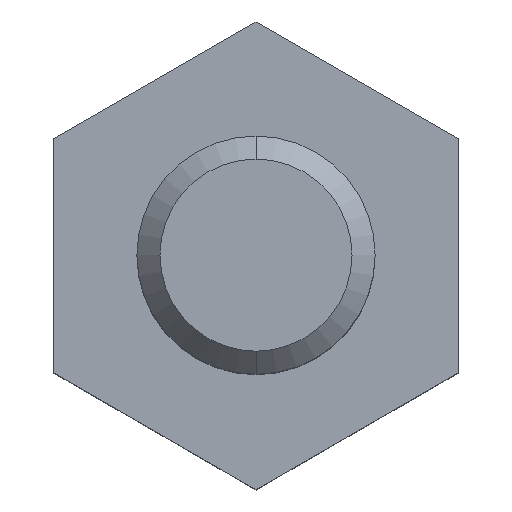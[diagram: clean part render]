
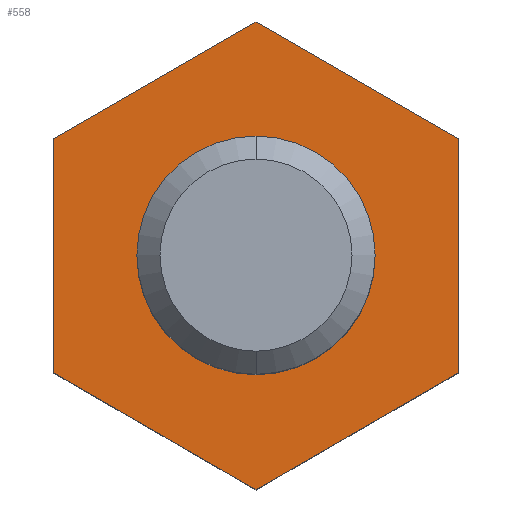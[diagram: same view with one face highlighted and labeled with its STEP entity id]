
A CAD part, top view. The second image highlights one B-rep face of the part: STEP entity #558.
In plain terms, the highlighted planar face has unit normal (0, 0, 1).
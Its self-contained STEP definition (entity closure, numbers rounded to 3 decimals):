
#169=CARTESIAN_POINT('',(0.,0.,8.));
#170=DIRECTION('',(0.,0.,1.));
#171=DIRECTION('',(0.,1.,0.));
#172=AXIS2_PLACEMENT_3D('',#169,#170,#171);
#177=CARTESIAN_POINT('',(0.,0.,8.));
#178=DIRECTION('',(0.,0.,-1.));
#179=DIRECTION('',(0.,1.,0.));
#180=AXIS2_PLACEMENT_3D('',#177,#178,#179);
#185=DIRECTION('',(-0.866,-0.5,0.));
#186=VECTOR('',#185,5.774);
#187=CARTESIAN_POINT('',(0.,5.774,8.));
#188=LINE('',#187,#186);
#207=DIRECTION('',(0.,-1.,0.));
#208=VECTOR('',#207,5.774);
#209=CARTESIAN_POINT('',(-5.,2.887,8.));
#210=LINE('',#209,#208);
#229=DIRECTION('',(0.866,-0.5,0.));
#230=VECTOR('',#229,5.774);
#231=CARTESIAN_POINT('',(-5.,-2.887,8.));
#232=LINE('',#231,#230);
#251=DIRECTION('',(0.866,0.5,0.));
#252=VECTOR('',#251,5.774);
#253=CARTESIAN_POINT('',(0.,-5.774,8.));
#254=LINE('',#253,#252);
#273=DIRECTION('',(0.,1.,0.));
#274=VECTOR('',#273,5.774);
#275=CARTESIAN_POINT('',(5.,-2.887,8.));
#276=LINE('',#275,#274);
#295=DIRECTION('',(-0.866,0.5,0.));
#296=VECTOR('',#295,5.774);
#297=CARTESIAN_POINT('',(5.,2.887,8.));
#298=LINE('',#297,#296);
#341=CARTESIAN_POINT('',(0.,2.754,8.));
#342=VERTEX_POINT('',#341);
#351=CARTESIAN_POINT('',(0.,-2.754,8.));
#352=VERTEX_POINT('',#351);
#357=CARTESIAN_POINT('',(0.,5.774,8.));
#358=CARTESIAN_POINT('',(-5.,2.887,8.));
#359=VERTEX_POINT('',#357);
#360=VERTEX_POINT('',#358);
#361=CARTESIAN_POINT('',(-5.,-2.887,8.));
#362=VERTEX_POINT('',#361);
#363=CARTESIAN_POINT('',(0.,-5.774,8.));
#364=VERTEX_POINT('',#363);
#365=CARTESIAN_POINT('',(5.,-2.887,8.));
#366=VERTEX_POINT('',#365);
#367=CARTESIAN_POINT('',(5.,2.887,8.));
#368=VERTEX_POINT('',#367);
#535=CARTESIAN_POINT('',(0.,0.,8.));
#536=DIRECTION('',(0.,0.,-1.));
#537=DIRECTION('',(0.,-1.,0.));
#538=AXIS2_PLACEMENT_3D('',#535,#536,#537);
#539=PLANE('',#538);
#541=ORIENTED_EDGE('',*,*,#540,.F.);
#543=ORIENTED_EDGE('',*,*,#542,.F.);
#545=ORIENTED_EDGE('',*,*,#544,.F.);
#547=ORIENTED_EDGE('',*,*,#546,.F.);
#549=ORIENTED_EDGE('',*,*,#548,.F.);
#551=ORIENTED_EDGE('',*,*,#550,.F.);
#552=EDGE_LOOP('',(#541,#543,#545,#547,#549,#551));
#553=FACE_OUTER_BOUND('',#552,.F.);
#554=ORIENTED_EDGE('',*,*,#530,.T.);
#555=ORIENTED_EDGE('',*,*,#514,.F.);
#556=EDGE_LOOP('',(#554,#555));
#557=FACE_BOUND('',#556,.F.);
#173=CIRCLE('',#172,2.754);
#181=CIRCLE('',#180,2.754);
#514=EDGE_CURVE('',#342,#352,#181,.T.);
#530=EDGE_CURVE('',#342,#352,#173,.T.);
#540=EDGE_CURVE('',#359,#360,#188,.T.);
#542=EDGE_CURVE('',#368,#359,#298,.T.);
#544=EDGE_CURVE('',#366,#368,#276,.T.);
#546=EDGE_CURVE('',#364,#366,#254,.T.);
#548=EDGE_CURVE('',#362,#364,#232,.T.);
#550=EDGE_CURVE('',#360,#362,#210,.T.);
#558=ADVANCED_FACE('',(#553,#557),#539,.F.);
